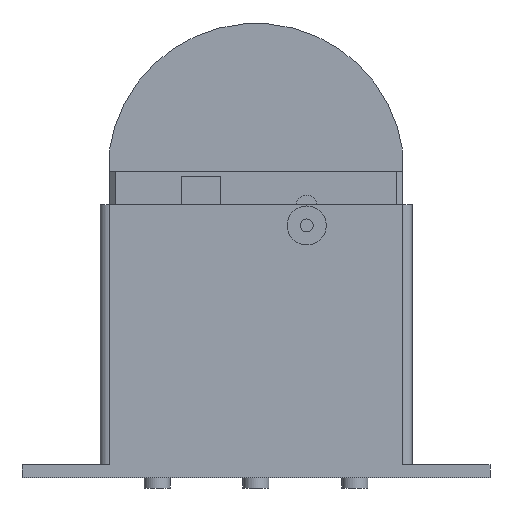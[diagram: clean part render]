
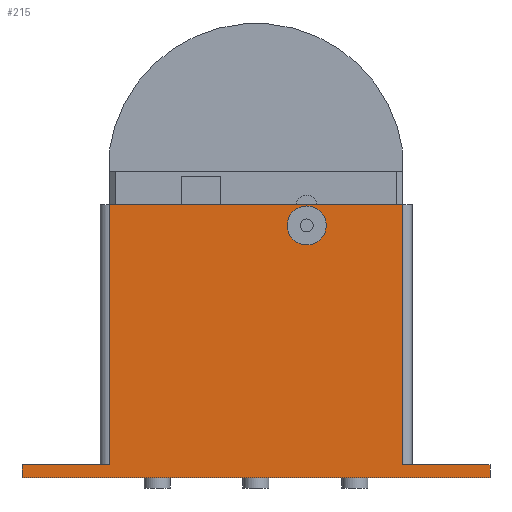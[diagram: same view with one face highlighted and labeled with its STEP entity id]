
A CAD part, front view. The second image highlights one B-rep face of the part: STEP entity #215.
In plain terms, the highlighted planar face has unit normal (0, -1, 0).
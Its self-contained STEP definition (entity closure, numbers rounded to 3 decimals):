
#215=ADVANCED_FACE('',(#505,#506),#507,.T.);
#505=FACE_BOUND('',#881,.T.);
#506=FACE_OUTER_BOUND('',#882,.T.);
#507=PLANE('',#883);
#881=EDGE_LOOP('',(#1436,#1437));
#882=EDGE_LOOP('',(#1438,#1439,#1440,#1441,#1442,#1443,#1444,#1445));
#883=AXIS2_PLACEMENT_3D('',#1446,#1447,#1448);
#1436=ORIENTED_EDGE('',*,*,#2214,.T.);
#1437=ORIENTED_EDGE('',*,*,#2173,.T.);
#1438=ORIENTED_EDGE('',*,*,#2285,.T.);
#1439=ORIENTED_EDGE('',*,*,#2279,.T.);
#1440=ORIENTED_EDGE('',*,*,#2282,.T.);
#1441=ORIENTED_EDGE('',*,*,#2259,.F.);
#1442=ORIENTED_EDGE('',*,*,#2289,.T.);
#1443=ORIENTED_EDGE('',*,*,#2290,.F.);
#1444=ORIENTED_EDGE('',*,*,#2291,.T.);
#1445=ORIENTED_EDGE('',*,*,#2292,.T.);
#1446=CARTESIAN_POINT('',(-45.0,-20.0,0.0));
#1447=DIRECTION('',(0.0,-1.0,0.0));
#1448=DIRECTION('',(1.0,0.0,0.0));
#2173=EDGE_CURVE('',#2582,#2579,#2583,.T.);
#2214=EDGE_CURVE('',#2579,#2582,#2641,.T.);
#2259=EDGE_CURVE('',#2704,#2699,#2706,.T.);
#2279=EDGE_CURVE('',#2737,#2735,#2738,.T.);
#2282=EDGE_CURVE('',#2735,#2699,#2741,.T.);
#2285=EDGE_CURVE('',#2744,#2737,#2745,.T.);
#2289=EDGE_CURVE('',#2704,#2750,#2751,.T.);
#2290=EDGE_CURVE('',#2752,#2750,#2753,.T.);
#2291=EDGE_CURVE('',#2752,#2754,#2755,.T.);
#2292=EDGE_CURVE('',#2754,#2744,#2756,.T.);
#2579=VERTEX_POINT('',#3167);
#2582=VERTEX_POINT('',#3171);
#2583=CIRCLE('',#3172,7.5);
#2641=CIRCLE('',#3239,7.5);
#2699=VERTEX_POINT('',#3313);
#2704=VERTEX_POINT('',#3319);
#2706=LINE('',#3321,#3322);
#2735=VERTEX_POINT('',#3360);
#2737=VERTEX_POINT('',#3362);
#2738=LINE('',#3363,#3364);
#2741=LINE('',#3367,#3368);
#2744=VERTEX_POINT('',#3372);
#2745=LINE('',#3373,#3374);
#2750=VERTEX_POINT('',#3381);
#2751=LINE('',#3382,#3383);
#2752=VERTEX_POINT('',#3384);
#2753=LINE('',#3385,#3386);
#2754=VERTEX_POINT('',#3387);
#2755=LINE('',#3388,#3389);
#2756=LINE('',#3390,#3391);
#3167=CARTESIAN_POINT('',(27.0,-20.0,97.0));
#3171=CARTESIAN_POINT('',(12.0,-20.0,97.0));
#3172=AXIS2_PLACEMENT_3D('',#3951,#3952,#3953);
#3239=AXIS2_PLACEMENT_3D('',#4017,#4018,#4019);
#3313=CARTESIAN_POINT('',(-56.4,-20.,105.0));
#3319=CARTESIAN_POINT('',(-56.4,-20.,5.0));
#3321=CARTESIAN_POINT('',(-56.4,-20.,5.0));
#3322=VECTOR('',#4079,1.0);
#3360=CARTESIAN_POINT('',(56.4,-20.0,105.0));
#3362=CARTESIAN_POINT('',(56.4,-20.0,5.0));
#3363=CARTESIAN_POINT('',(56.4,-20.0,5.0));
#3364=VECTOR('',#4104,1.0);
#3367=CARTESIAN_POINT('',(0.0,-20.0,105.0));
#3368=VECTOR('',#4108,1.0);
#3372=CARTESIAN_POINT('',(90.0,-20.0,5.0));
#3373=CARTESIAN_POINT('',(0.0,-20.0,5.0));
#3374=VECTOR('',#4110,1.0);
#3381=CARTESIAN_POINT('',(-90.0,-20.0,5.0));
#3382=CARTESIAN_POINT('',(0.0,-20.0,5.0));
#3383=VECTOR('',#4113,1.0);
#3384=CARTESIAN_POINT('',(-90.0,-20.0,0.0));
#3385=CARTESIAN_POINT('',(-90.0,-20.0,0.0));
#3386=VECTOR('',#4114,1.0);
#3387=CARTESIAN_POINT('',(90.0,-20.0,0.0));
#3388=CARTESIAN_POINT('',(0.0,-20.0,0.0));
#3389=VECTOR('',#4115,1.0);
#3390=CARTESIAN_POINT('',(90.0,-20.0,0.0));
#3391=VECTOR('',#4116,1.0);
#3951=CARTESIAN_POINT('',(19.5,-20.0,97.0));
#3952=DIRECTION('',(-0.0,1.0,0.0));
#3953=DIRECTION('',(1.0,0.0,0.0));
#4017=CARTESIAN_POINT('',(19.5,-20.0,97.0));
#4018=DIRECTION('',(-0.0,1.0,0.0));
#4019=DIRECTION('',(1.0,0.0,0.0));
#4079=DIRECTION('',(0.0,0.0,1.0));
#4104=DIRECTION('',(0.0,0.0,1.0));
#4108=DIRECTION('',(-1.0,-0.0,-0.0));
#4110=DIRECTION('',(-1.0,-0.0,-0.0));
#4113=DIRECTION('',(-1.0,-0.0,-0.0));
#4114=DIRECTION('',(0.0,0.0,1.0));
#4115=DIRECTION('',(1.0,0.0,0.0));
#4116=DIRECTION('',(0.0,0.0,1.0));
